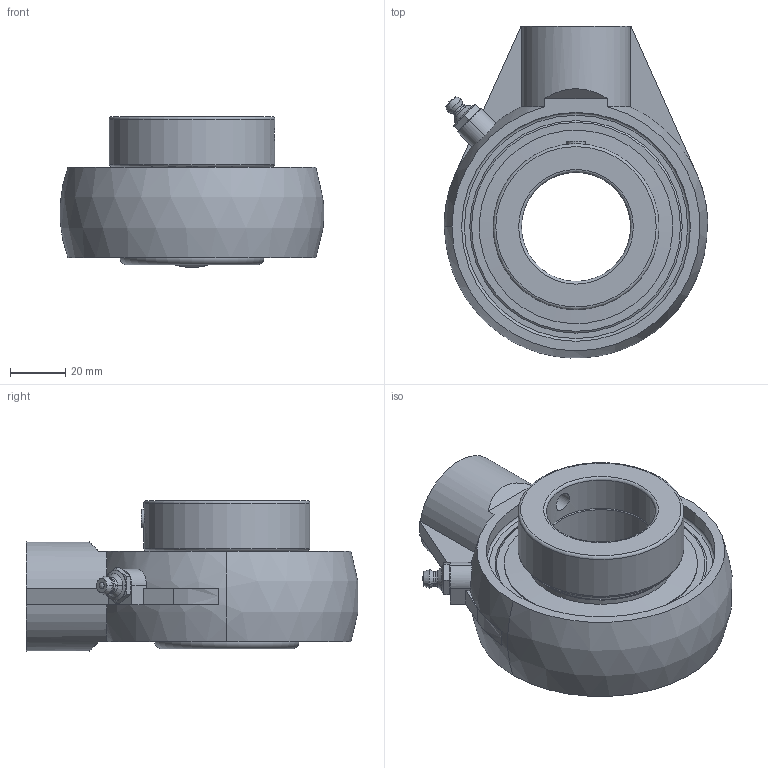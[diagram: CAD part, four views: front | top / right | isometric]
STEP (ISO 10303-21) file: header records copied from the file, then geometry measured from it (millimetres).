
FILE_DESCRIPTION(('HOOPS Exchange Step'),'2;1');
FILE_NAME('export-6F88CE77-9021-4FF9-89AB-36B65ED15375.stp','2019-12-13T13:25:59-08:00',('ibuslach'),('Alibre'),'HOOPS Exchange 2019.2','Alibre','Unknown authorisation');
FILE_SCHEMA( ('AP242_MANAGED_MODEL_BASED_3D_ENGINEERING_MIM_LF {1 0 10303 442 1 1 4 }') );
Length unit declared in the file: centimetre
Products named in the file (8): MRN SHA 208; ZERK 6mm; SNC 208-25 COLLAR; SNC 208 SHIELD; SNC 207 SS; SNC 208-25 RACES; MRN SNC 208-25; MRN SNCHA 208-25
Assembly tree (8 placements, depth 3):
  MRN SNCHA 208-25
    MRN SHA 208
    ZERK 6mm
    MRN SNC 208-25
      SNC 208-25 COLLAR
      SNC 208 SHIELD  x2
      SNC 207 SS
      SNC 208-25 RACES
Bounding box: 95.81 x 120.62 x 54.86 mm (x, y, z)
Volume: 174072.7 mm3; surface area: 72569.1 mm2
Topology: 8 solids, 8 shells, 170 faces, 446 edges, 290 vertices
Faces by surface type: plane 60, cylinder 45, cone 32, torus 19, sphere 10, bspline 4
Full cylindrical faces by diameter (mm): 2.509 x2, 6 x2, 6.782 x3, 19.05 x1, 39.688 x2, 48.768 x2, 52.387 x4, 53.149 x2, 60.3 x1, 67.035 x2, 70.358 x2, 83.195 x1, 85.195 x1
Entity records: 8471 total; most frequent: CARTESIAN_POINT 4174, DIRECTION 937, ORIENTED_EDGE 838, EDGE_CURVE 419, AXIS2_PLACEMENT_3D 401, VERTEX_POINT 276, CIRCLE 216, EDGE_LOOP 187
